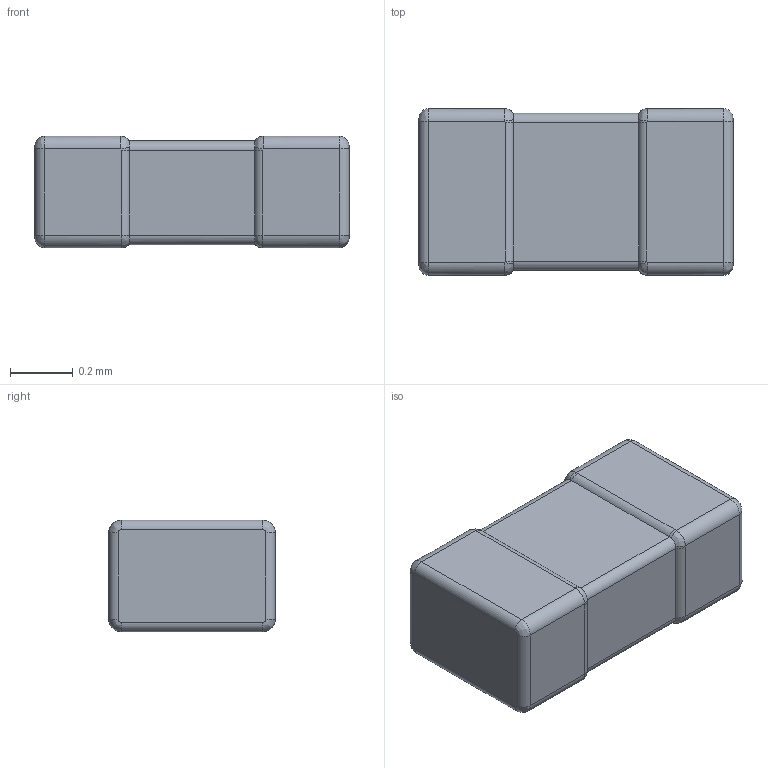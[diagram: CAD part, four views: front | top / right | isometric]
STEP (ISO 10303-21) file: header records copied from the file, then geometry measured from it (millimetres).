
FILE_DESCRIPTION(/* description */ (''),/* implementation_level */ '2;1');
FILE_NAME(/* name */ 'CS-C-0402.step',/* time_stamp */ '2023-03-28T21:23:11+11:00',/* author */ (''),/* organization */ (''),/* preprocessor_version */ 'ST-DEVELOPER v19.2',/* originating_system */ 'Autodesk Translation Framework v11.17.0.187',/* authorisation */ '');
FILE_SCHEMA (('AUTOMOTIVE_DESIGN { 1 0 10303 214 3 1 1 }'));
Length unit declared in the file: millimetre
Products named in the file (2): CS-C-0402; User Library-0402C
Assembly tree (1 placements, depth 2):
  CS-C-0402
    User Library-0402C
Bounding box: 1 x 0.53 x 0.35 mm (x, y, z)
Volume: 0.2 mm3; surface area: 2 mm2
Topology: 1 solids, 1 shells, 70 faces, 156 edges, 88 vertices
Faces by surface type: cylinder 28, bspline 28, plane 14
Entity records: 2761 total; most frequent: CARTESIAN_POINT 1245, ORIENTED_EDGE 312, DIRECTION 266, EDGE_CURVE 156, AXIS2_PLACEMENT_3D 105, VERTEX_POINT 88, FACE_OUTER_BOUND 70, EDGE_LOOP 70
